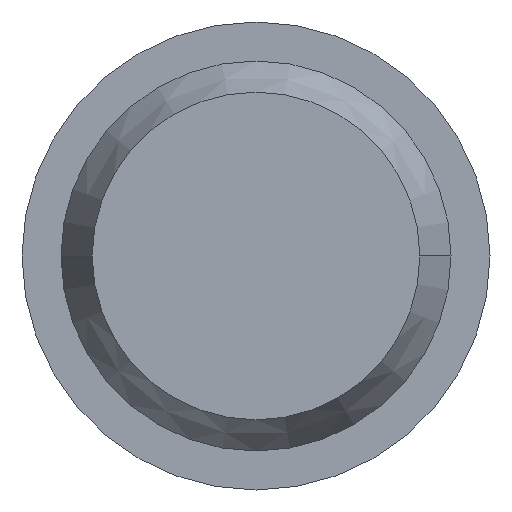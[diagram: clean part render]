
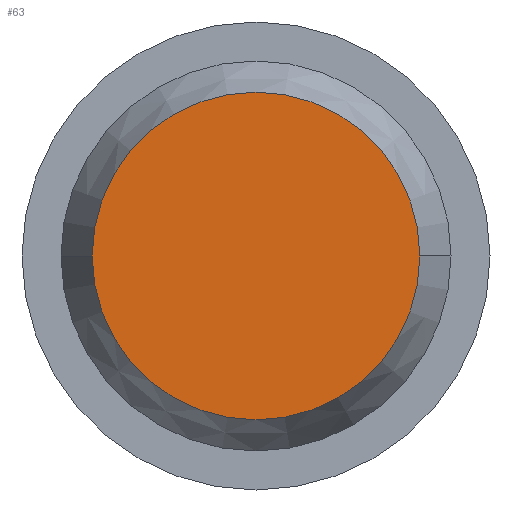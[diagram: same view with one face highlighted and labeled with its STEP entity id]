
A CAD part, left-side view. The second image highlights one B-rep face of the part: STEP entity #63.
In plain terms, the highlighted planar face has unit normal (-1, 0, 0).
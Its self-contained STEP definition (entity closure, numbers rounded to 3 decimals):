
#7 = CARTESIAN_POINT ( 'NONE',  ( -15.5, 0., 0. ) ) ;
#14 = ORIENTED_EDGE ( 'NONE', *, *, #358, .T. ) ;
#58 = CIRCLE ( 'NONE', #116, 2.1 ) ;
#59 = CIRCLE ( 'NONE', #181, 2.1 ) ;
#63 = ADVANCED_FACE ( 'NONE', ( #201 ), #210, .T. ) ;
#70 = DIRECTION ( 'NONE',  ( -1., 0., 0. ) ) ;
#75 = DIRECTION ( 'NONE',  ( 0., -1., 0. ) ) ;
#108 = VERTEX_POINT ( 'NONE', #286 ) ;
#116 = AXIS2_PLACEMENT_3D ( 'NONE', #176, #154, #243 ) ;
#127 = CARTESIAN_POINT ( 'NONE',  ( -15.5, -2.1, 0. ) ) ;
#134 = EDGE_CURVE ( 'NONE', #108, #330, #58, .T. ) ;
#154 = DIRECTION ( 'NONE',  ( -1., 0., 0. ) ) ;
#176 = CARTESIAN_POINT ( 'NONE',  ( -15.5, 0., 0. ) ) ;
#181 = AXIS2_PLACEMENT_3D ( 'NONE', #234, #315, #205 ) ;
#201 = FACE_OUTER_BOUND ( 'NONE', #249, .T. ) ;
#205 = DIRECTION ( 'NONE',  ( 0., -1., 0. ) ) ;
#210 = PLANE ( 'NONE',  #373 ) ;
#234 = CARTESIAN_POINT ( 'NONE',  ( -15.5, 0., 0. ) ) ;
#243 = DIRECTION ( 'NONE',  ( 0., -1., 0. ) ) ;
#249 = EDGE_LOOP ( 'NONE', ( #345, #14 ) ) ;
#286 = CARTESIAN_POINT ( 'NONE',  ( -15.5, 2.1, 0. ) ) ;
#315 = DIRECTION ( 'NONE',  ( -1., 0., 0. ) ) ;
#330 = VERTEX_POINT ( 'NONE', #127 ) ;
#345 = ORIENTED_EDGE ( 'NONE', *, *, #134, .T. ) ;
#358 = EDGE_CURVE ( 'NONE', #330, #108, #59, .T. ) ;
#373 = AXIS2_PLACEMENT_3D ( 'NONE', #7, #70, #75 ) ;
